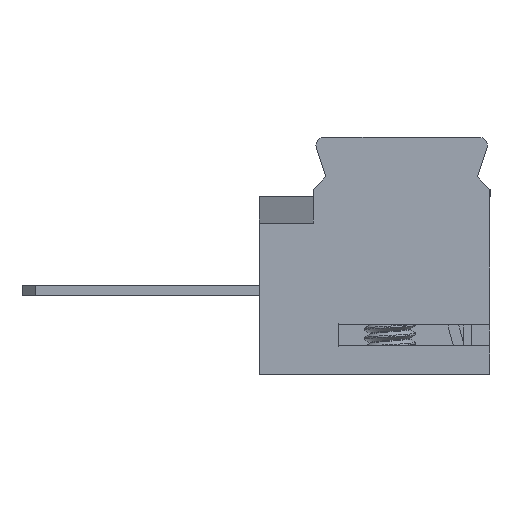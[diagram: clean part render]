
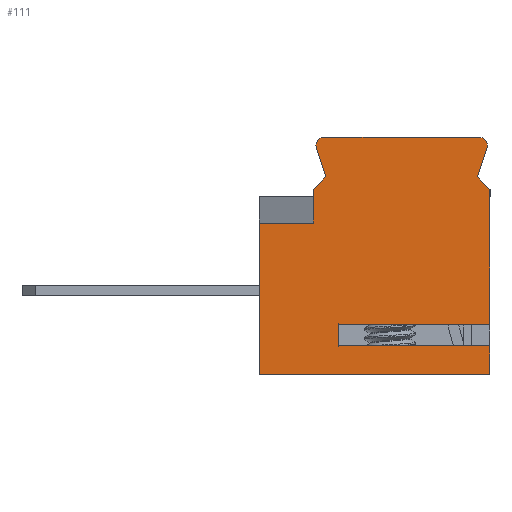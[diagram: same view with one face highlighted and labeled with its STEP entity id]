
A CAD part, left-side view. The second image highlights one B-rep face of the part: STEP entity #111.
In plain terms, the highlighted planar face has unit normal (-1, 0, 0).
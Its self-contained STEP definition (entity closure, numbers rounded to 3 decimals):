
#111 = ADVANCED_FACE( '', ( #1232 ), #1233, .F. );
#1232 = FACE_OUTER_BOUND( '', #3661, .T. );
#1233 = PLANE( '', #3662 );
#3661 = EDGE_LOOP( '', ( #8420, #8421, #8422, #8423, #8424, #8425, #8426, #8427, #8428, #8429, #8430, #8431, #8432, #8433, #8434, #8435 ) );
#3662 = AXIS2_PLACEMENT_3D( '', #8436, #8437, #8438 );
#8420 = ORIENTED_EDGE( '', *, *, #17466, .T. );
#8421 = ORIENTED_EDGE( '', *, *, #17497, .T. );
#8422 = ORIENTED_EDGE( '', *, *, #17498, .F. );
#8423 = ORIENTED_EDGE( '', *, *, #17499, .F. );
#8424 = ORIENTED_EDGE( '', *, *, #17500, .F. );
#8425 = ORIENTED_EDGE( '', *, *, #17501, .F. );
#8426 = ORIENTED_EDGE( '', *, *, #17502, .F. );
#8427 = ORIENTED_EDGE( '', *, *, #17503, .F. );
#8428 = ORIENTED_EDGE( '', *, *, #17504, .F. );
#8429 = ORIENTED_EDGE( '', *, *, #17505, .F. );
#8430 = ORIENTED_EDGE( '', *, *, #17506, .F. );
#8431 = ORIENTED_EDGE( '', *, *, #17507, .F. );
#8432 = ORIENTED_EDGE( '', *, *, #17508, .T. );
#8433 = ORIENTED_EDGE( '', *, *, #17477, .T. );
#8434 = ORIENTED_EDGE( '', *, *, #17457, .F. );
#8435 = ORIENTED_EDGE( '', *, *, #17474, .T. );
#8436 = CARTESIAN_POINT( '', ( -5.5, 17.5, 18. ) );
#8437 = DIRECTION( '', ( 1., 0., 0. ) );
#8438 = DIRECTION( '', ( 0., 0., -1. ) );
#17457 = EDGE_CURVE( '', #20682, #20684, #20685, .T. );
#17466 = EDGE_CURVE( '', #20702, #20699, #20703, .T. );
#17474 = EDGE_CURVE( '', #20682, #20702, #20715, .T. );
#17477 = EDGE_CURVE( '', #20718, #20684, #20719, .T. );
#17497 = EDGE_CURVE( '', #20699, #20756, #20758, .T. );
#17498 = EDGE_CURVE( '', #20759, #20756, #20760, .T. );
#17499 = EDGE_CURVE( '', #20761, #20759, #20762, .T. );
#17500 = EDGE_CURVE( '', #20763, #20761, #20764, .T. );
#17501 = EDGE_CURVE( '', #20765, #20763, #20766, .T. );
#17502 = EDGE_CURVE( '', #20767, #20765, #20768, .T. );
#17503 = EDGE_CURVE( '', #20769, #20767, #20770, .T. );
#17504 = EDGE_CURVE( '', #20771, #20769, #20772, .T. );
#17505 = EDGE_CURVE( '', #20773, #20771, #20774, .T. );
#17506 = EDGE_CURVE( '', #20775, #20773, #20776, .T. );
#17507 = EDGE_CURVE( '', #20777, #20775, #20778, .T. );
#17508 = EDGE_CURVE( '', #20777, #20718, #20779, .T. );
#20682 = VERTEX_POINT( '', #26065 );
#20684 = VERTEX_POINT( '', #26068 );
#20685 = LINE( '', #26069, #26070 );
#20699 = VERTEX_POINT( '', #26096 );
#20702 = VERTEX_POINT( '', #26100 );
#20703 = LINE( '', #26101, #26102 );
#20715 = LINE( '', #26121, #26122 );
#20718 = VERTEX_POINT( '', #26127 );
#20719 = LINE( '', #26128, #26129 );
#20756 = VERTEX_POINT( '', #26184 );
#20758 = LINE( '', #26187, #26188 );
#20759 = VERTEX_POINT( '', #26189 );
#20760 = LINE( '', #26190, #26191 );
#20761 = VERTEX_POINT( '', #26192 );
#20762 = LINE( '', #26193, #26194 );
#20763 = VERTEX_POINT( '', #26195 );
#20764 = CIRCLE( '', #26196, 0.6 );
#20765 = VERTEX_POINT( '', #26197 );
#20766 = LINE( '', #26198, #26199 );
#20767 = VERTEX_POINT( '', #26200 );
#20768 = CIRCLE( '', #26201, 0.6 );
#20769 = VERTEX_POINT( '', #26202 );
#20770 = LINE( '', #26203, #26204 );
#20771 = VERTEX_POINT( '', #26205 );
#20772 = LINE( '', #26206, #26207 );
#20773 = VERTEX_POINT( '', #26208 );
#20774 = LINE( '', #26209, #26210 );
#20775 = VERTEX_POINT( '', #26211 );
#20776 = LINE( '', #26212, #26213 );
#20777 = VERTEX_POINT( '', #26214 );
#20778 = LINE( '', #26215, #26216 );
#20779 = LINE( '', #26217, #26218 );
#26065 = CARTESIAN_POINT( '', ( -5.5, 11.5, 2.19 ) );
#26068 = CARTESIAN_POINT( '', ( -5.5, 0., 2.19 ) );
#26069 = CARTESIAN_POINT( '', ( -5.5, 11.5, 2.19 ) );
#26070 = VECTOR( '', #36540, 1000. );
#26096 = CARTESIAN_POINT( '', ( -5.5, 0., 3.81 ) );
#26100 = CARTESIAN_POINT( '', ( -5.5, 11.5, 3.81 ) );
#26101 = CARTESIAN_POINT( '', ( -5.5, 11.5, 3.81 ) );
#26102 = VECTOR( '', #36554, 1000. );
#26121 = CARTESIAN_POINT( '', ( -5.5, 11.5, 3.81 ) );
#26122 = VECTOR( '', #36562, 1000. );
#26127 = CARTESIAN_POINT( '', ( -5.5, 0., 0. ) );
#26128 = CARTESIAN_POINT( '', ( -5.5, 0., 18. ) );
#26129 = VECTOR( '', #36565, 1000. );
#26184 = CARTESIAN_POINT( '', ( -5.5, 0., 14.05 ) );
#26187 = CARTESIAN_POINT( '', ( -5.5, 0., 18. ) );
#26188 = VECTOR( '', #36585, 1000. );
#26189 = CARTESIAN_POINT( '', ( -5.5, 0.95, 15. ) );
#26190 = CARTESIAN_POINT( '', ( -5.5, 0.95, 15. ) );
#26191 = VECTOR( '', #36586, 1000. );
#26192 = CARTESIAN_POINT( '', ( -5.5, 0.225, 17.213 ) );
#26193 = CARTESIAN_POINT( '', ( -5.5, 0.225, 17.213 ) );
#26194 = VECTOR( '', #36587, 1000. );
#26195 = CARTESIAN_POINT( '', ( -5.5, 0.795, 18. ) );
#26196 = AXIS2_PLACEMENT_3D( '', #36588, #36589, #36590 );
#26197 = CARTESIAN_POINT( '', ( -5.5, 12.605, 18. ) );
#26198 = CARTESIAN_POINT( '', ( -5.5, 17.5, 18. ) );
#26199 = VECTOR( '', #36591, 1000. );
#26200 = CARTESIAN_POINT( '', ( -5.5, 13.175, 17.213 ) );
#26201 = AXIS2_PLACEMENT_3D( '', #36592, #36593, #36594 );
#26202 = CARTESIAN_POINT( '', ( -5.5, 12.45, 15. ) );
#26203 = CARTESIAN_POINT( '', ( -5.5, 12.45, 15. ) );
#26204 = VECTOR( '', #36595, 1000. );
#26205 = CARTESIAN_POINT( '', ( -5.5, 13.4, 14.05 ) );
#26206 = CARTESIAN_POINT( '', ( -5.5, 13.4, 14.05 ) );
#26207 = VECTOR( '', #36596, 1000. );
#26208 = CARTESIAN_POINT( '', ( -5.5, 13.4, 11.5 ) );
#26209 = CARTESIAN_POINT( '', ( -5.5, 13.4, 11.5 ) );
#26210 = VECTOR( '', #36597, 1000. );
#26211 = CARTESIAN_POINT( '', ( -5.5, 17.5, 11.5 ) );
#26212 = CARTESIAN_POINT( '', ( -5.5, 17.5, 11.5 ) );
#26213 = VECTOR( '', #36598, 1000. );
#26214 = CARTESIAN_POINT( '', ( -5.5, 17.5, 0. ) );
#26215 = CARTESIAN_POINT( '', ( -5.5, 17.5, 18. ) );
#26216 = VECTOR( '', #36599, 1000. );
#26217 = CARTESIAN_POINT( '', ( -5.5, 17.5, 0. ) );
#26218 = VECTOR( '', #36600, 1000. );
#36540 = DIRECTION( '', ( 0., -1., 0. ) );
#36554 = DIRECTION( '', ( 0., -1., 0. ) );
#36562 = DIRECTION( '', ( 0., 0., 1. ) );
#36565 = DIRECTION( '', ( 0., 0., 1. ) );
#36585 = DIRECTION( '', ( 0., 0., 1. ) );
#36586 = DIRECTION( '', ( 0., -0.707, -0.707 ) );
#36587 = DIRECTION( '', ( 0., 0.311, -0.95 ) );
#36588 = CARTESIAN_POINT( '', ( -5.5, 0.795, 17.4 ) );
#36589 = DIRECTION( '', ( 1., 0., 0. ) );
#36590 = DIRECTION( '', ( 0., 1., 0. ) );
#36591 = DIRECTION( '', ( 0., -1., 0. ) );
#36592 = CARTESIAN_POINT( '', ( -5.5, 12.605, 17.4 ) );
#36593 = DIRECTION( '', ( 1., 0., 0. ) );
#36594 = DIRECTION( '', ( 0., -1., 0. ) );
#36595 = DIRECTION( '', ( 0., 0.311, 0.95 ) );
#36596 = DIRECTION( '', ( 0., -0.707, 0.707 ) );
#36597 = DIRECTION( '', ( 0., 0., 1. ) );
#36598 = DIRECTION( '', ( 0., -1., 0. ) );
#36599 = DIRECTION( '', ( 0., 0., 1. ) );
#36600 = DIRECTION( '', ( 0., -1., 0. ) );
